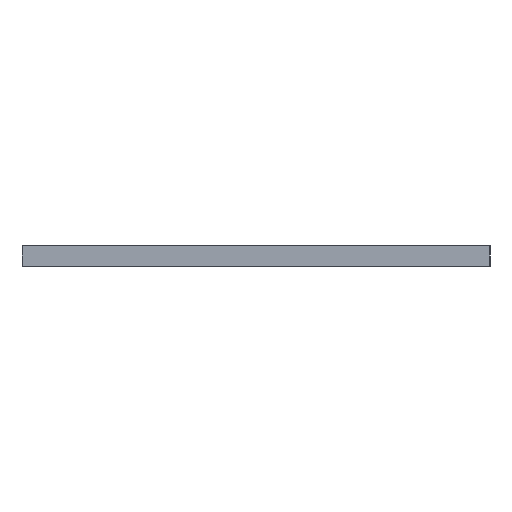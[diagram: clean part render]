
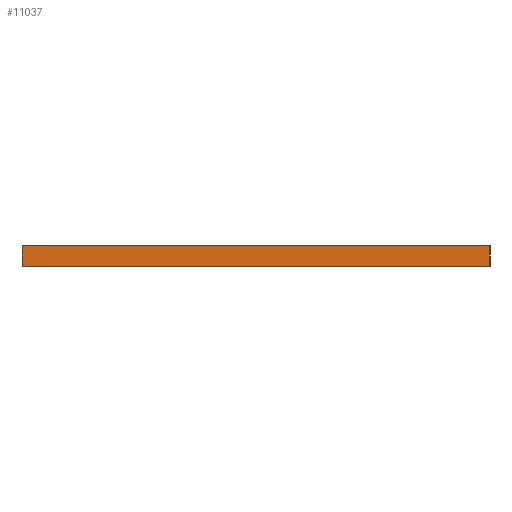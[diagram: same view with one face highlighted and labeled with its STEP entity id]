
A CAD part, left-side view. The second image highlights one B-rep face of the part: STEP entity #11037.
In plain terms, the highlighted planar face has unit normal (-1, 0, 0).
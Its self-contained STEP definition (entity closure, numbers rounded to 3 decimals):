
#219 = DIRECTION ( 'NONE',  ( 0., 1., 0. ) ) ;
#344 = CARTESIAN_POINT ( 'NONE',  ( -150., -70., 6. ) ) ;
#1337 = PLANE ( 'NONE',  #11806 ) ;
#1647 = CARTESIAN_POINT ( 'NONE',  ( -150., 70., 6. ) ) ;
#1837 = VERTEX_POINT ( 'NONE', #1647 ) ;
#2489 = LINE ( 'NONE', #344, #10798 ) ;
#2511 = CARTESIAN_POINT ( 'NONE',  ( -150., 70., 6. ) ) ;
#3197 = LINE ( 'NONE', #7640, #5136 ) ;
#3301 = VERTEX_POINT ( 'NONE', #4205 ) ;
#3390 = EDGE_CURVE ( 'NONE', #1837, #9326, #3197, .T. ) ;
#3425 = CARTESIAN_POINT ( 'NONE',  ( -150., -70., 6. ) ) ;
#3641 = CARTESIAN_POINT ( 'NONE',  ( -150., 70., 0. ) ) ;
#4179 = EDGE_LOOP ( 'NONE', ( #13058, #5062, #7531, #4706 ) ) ;
#4205 = CARTESIAN_POINT ( 'NONE',  ( -150., -70., 0. ) ) ;
#4363 = DIRECTION ( 'NONE',  ( 0., 0., -1. ) ) ;
#4601 = DIRECTION ( 'NONE',  ( 0., 0., -1. ) ) ;
#4706 = ORIENTED_EDGE ( 'NONE', *, *, #10474, .T. ) ;
#5062 = ORIENTED_EDGE ( 'NONE', *, *, #8873, .F. ) ;
#5136 = VECTOR ( 'NONE', #12103, 1000. ) ;
#5243 = CARTESIAN_POINT ( 'NONE',  ( -150., 70., 0. ) ) ;
#5593 = LINE ( 'NONE', #3641, #9179 ) ;
#7531 = ORIENTED_EDGE ( 'NONE', *, *, #3390, .F. ) ;
#7640 = CARTESIAN_POINT ( 'NONE',  ( -150., 70., 6. ) ) ;
#8320 = VECTOR ( 'NONE', #4363, 1000. ) ;
#8873 = EDGE_CURVE ( 'NONE', #9326, #3301, #2489, .T. ) ;
#9179 = VECTOR ( 'NONE', #12321, 1000. ) ;
#9326 = VERTEX_POINT ( 'NONE', #3425 ) ;
#9911 = LINE ( 'NONE', #14375, #8320 ) ;
#10244 = DIRECTION ( 'NONE',  ( 1., 0., 0. ) ) ;
#10434 = VERTEX_POINT ( 'NONE', #5243 ) ;
#10474 = EDGE_CURVE ( 'NONE', #1837, #10434, #9911, .T. ) ;
#10798 = VECTOR ( 'NONE', #4601, 1000. ) ;
#11037 = ADVANCED_FACE ( 'NONE', ( #12441 ), #1337, .F. ) ;
#11806 = AXIS2_PLACEMENT_3D ( 'NONE', #2511, #10244, #219 ) ;
#12103 = DIRECTION ( 'NONE',  ( 0., -1., 0. ) ) ;
#12321 = DIRECTION ( 'NONE',  ( 0., -1., 0. ) ) ;
#12441 = FACE_OUTER_BOUND ( 'NONE', #4179, .T. ) ;
#12535 = EDGE_CURVE ( 'NONE', #10434, #3301, #5593, .T. ) ;
#13058 = ORIENTED_EDGE ( 'NONE', *, *, #12535, .T. ) ;
#14375 = CARTESIAN_POINT ( 'NONE',  ( -150., 70., 6. ) ) ;
